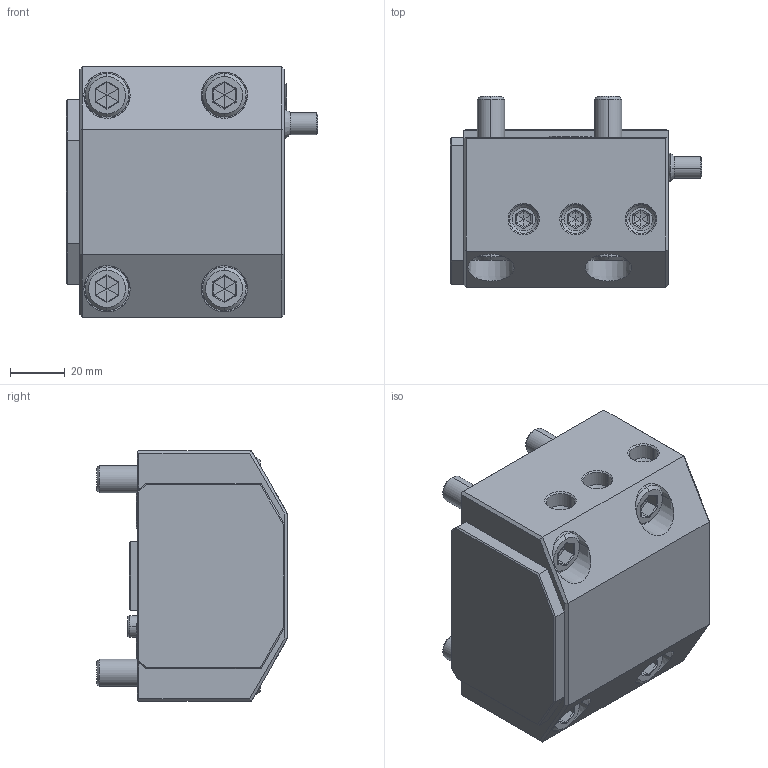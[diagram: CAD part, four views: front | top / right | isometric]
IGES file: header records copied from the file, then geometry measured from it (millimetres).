
Start section:  PTC IGES file: ngt_id_25_25_30_gi.igs
Global section: file name: ngt_id_25_25_30_gi.igs; native system: Pro/ENGINEER by Parametric Technology Corporation; preprocessor: 2010280; author: vali; organization: Unknown; date: 20230524.094114; units: millimetre
Bounding box: 92.34 x 70 x 92 mm (x, y, z)
Volume: 333487.5 mm3; surface area: 57724.4 mm2
Topology: 1 solids, 1 shells, 493 faces, 1092 edges, 596 vertices
Faces by surface type: revolution 264, bspline 229
